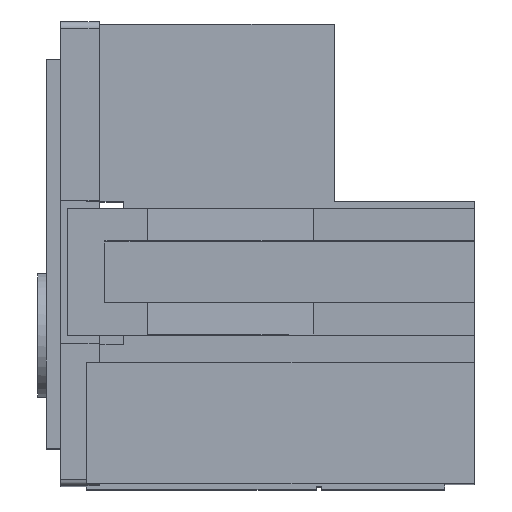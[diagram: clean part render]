
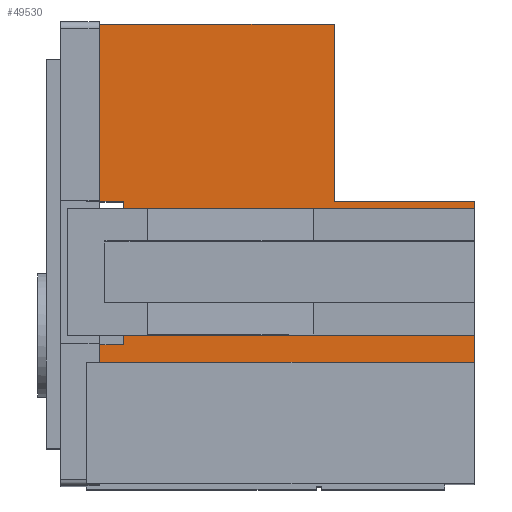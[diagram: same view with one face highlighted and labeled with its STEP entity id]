
A CAD part, top view. The second image highlights one B-rep face of the part: STEP entity #49530.
In plain terms, the highlighted planar face has unit normal (0, 0, 1).
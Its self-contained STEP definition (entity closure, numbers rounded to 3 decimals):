
#313 = EDGE_CURVE ( 'NONE', #1168, #26002, #50966, .T. ) ;
#1168 = VERTEX_POINT ( 'NONE', #65327 ) ;
#1659 = VECTOR ( 'NONE', #39859, 1000. ) ;
#1684 = CARTESIAN_POINT ( 'NONE',  ( 0., 6.6, 31.325 ) ) ;
#2281 = DIRECTION ( 'NONE',  ( 0., 1., 0. ) ) ;
#2494 = EDGE_CURVE ( 'NONE', #15706, #58753, #2955, .T. ) ;
#2955 = LINE ( 'NONE', #27284, #58581 ) ;
#3070 = LINE ( 'NONE', #39386, #33497 ) ;
#5775 = EDGE_CURVE ( 'NONE', #66429, #9389, #47805, .T. ) ;
#6636 = CARTESIAN_POINT ( 'NONE',  ( 18.4, 13.4, 31.325 ) ) ;
#7272 = ORIENTED_EDGE ( 'NONE', *, *, #13294, .F. ) ;
#7319 = EDGE_CURVE ( 'NONE', #16571, #15706, #47246, .T. ) ;
#7476 = EDGE_CURVE ( 'NONE', #9389, #66394, #32004, .T. ) ;
#7876 = LINE ( 'NONE', #31032, #60430 ) ;
#8605 = CARTESIAN_POINT ( 'NONE',  ( 18.4, 13.05, 31.325 ) ) ;
#8629 = VECTOR ( 'NONE', #56372, 1000. ) ;
#9389 = VERTEX_POINT ( 'NONE', #45488 ) ;
#9808 = ORIENTED_EDGE ( 'NONE', *, *, #17137, .F. ) ;
#10793 = CARTESIAN_POINT ( 'NONE',  ( 0., 13.4, 31.325 ) ) ;
#11907 = CARTESIAN_POINT ( 'NONE',  ( 15.07, 7.05, 31.325 ) ) ;
#12664 = DIRECTION ( 'NONE',  ( -1., 0., 0. ) ) ;
#12937 = EDGE_CURVE ( 'NONE', #66429, #45695, #39469, .T. ) ;
#12983 = VECTOR ( 'NONE', #37000, 1000. ) ;
#13283 = DIRECTION ( 'NONE',  ( 1., 0., 0. ) ) ;
#13294 = EDGE_CURVE ( 'NONE', #29831, #64860, #3070, .T. ) ;
#13524 = ORIENTED_EDGE ( 'NONE', *, *, #50060, .F. ) ;
#14982 = LINE ( 'NONE', #8605, #77081 ) ;
#15021 = CARTESIAN_POINT ( 'NONE',  ( 18.4, 13.4, 31.325 ) ) ;
#15706 = VERTEX_POINT ( 'NONE', #53247 ) ;
#16260 = ORIENTED_EDGE ( 'NONE', *, *, #25259, .F. ) ;
#16571 = VERTEX_POINT ( 'NONE', #11907 ) ;
#17137 = EDGE_CURVE ( 'NONE', #64640, #43948, #64805, .T. ) ;
#19434 = DIRECTION ( 'NONE',  ( 0., 0., -1. ) ) ;
#19617 = VECTOR ( 'NONE', #29048, 1000. ) ;
#19822 = CARTESIAN_POINT ( 'NONE',  ( 0., 21.8, 31.325 ) ) ;
#21803 = DIRECTION ( 'NONE',  ( 1., 0., 0. ) ) ;
#25259 = EDGE_CURVE ( 'NONE', #64860, #64640, #76172, .T. ) ;
#25599 = ORIENTED_EDGE ( 'NONE', *, *, #50441, .T. ) ;
#26002 = VERTEX_POINT ( 'NONE', #6636 ) ;
#26127 = EDGE_CURVE ( 'NONE', #58753, #26002, #14982, .T. ) ;
#27284 = CARTESIAN_POINT ( 'NONE',  ( 18.4, 13.05, 31.325 ) ) ;
#29048 = DIRECTION ( 'NONE',  ( -1., 0., 0. ) ) ;
#29426 = VERTEX_POINT ( 'NONE', #69466 ) ;
#29660 = LINE ( 'NONE', #71599, #30308 ) ;
#29831 = VERTEX_POINT ( 'NONE', #48842 ) ;
#30079 = CARTESIAN_POINT ( 'NONE',  ( 0., 21.8, 31.325 ) ) ;
#30308 = VECTOR ( 'NONE', #40858, 1000. ) ;
#31032 = CARTESIAN_POINT ( 'NONE',  ( 1.75, 6.6, 31.325 ) ) ;
#31413 = PLANE ( 'NONE',  #62122 ) ;
#32004 = LINE ( 'NONE', #38790, #8629 ) ;
#32215 = DIRECTION ( 'NONE',  ( -1., 0., 0. ) ) ;
#33497 = VECTOR ( 'NONE', #2281, 1000. ) ;
#33528 = CARTESIAN_POINT ( 'NONE',  ( 0., 5.75, 31.325 ) ) ;
#34147 = VECTOR ( 'NONE', #60805, 1000. ) ;
#34416 = ORIENTED_EDGE ( 'NONE', *, *, #7476, .T. ) ;
#34753 = VECTOR ( 'NONE', #21803, 1000. ) ;
#37000 = DIRECTION ( 'NONE',  ( 1., 0., 0. ) ) ;
#38790 = CARTESIAN_POINT ( 'NONE',  ( 18.4, 21.8, 31.325 ) ) ;
#39323 = EDGE_CURVE ( 'NONE', #43948, #29426, #67212, .T. ) ;
#39342 = ORIENTED_EDGE ( 'NONE', *, *, #26127, .T. ) ;
#39386 = CARTESIAN_POINT ( 'NONE',  ( 1.75, 13.4, 31.325 ) ) ;
#39469 = LINE ( 'NONE', #45867, #1659 ) ;
#39696 = ORIENTED_EDGE ( 'NONE', *, *, #7319, .T. ) ;
#39828 = CARTESIAN_POINT ( 'NONE',  ( 1.75, 13.4, 31.325 ) ) ;
#39859 = DIRECTION ( 'NONE',  ( 0., 1., 0. ) ) ;
#40304 = CARTESIAN_POINT ( 'NONE',  ( 18.4, 7.05, 31.325 ) ) ;
#40858 = DIRECTION ( 'NONE',  ( 1., 0., 0. ) ) ;
#41365 = VECTOR ( 'NONE', #58904, 1000. ) ;
#43014 = FACE_OUTER_BOUND ( 'NONE', #48247, .T. ) ;
#43054 = CARTESIAN_POINT ( 'NONE',  ( 18.4, 13.05, 31.325 ) ) ;
#43948 = VERTEX_POINT ( 'NONE', #72988 ) ;
#45488 = CARTESIAN_POINT ( 'NONE',  ( 18.4, 5.75, 31.325 ) ) ;
#45695 = VERTEX_POINT ( 'NONE', #1684 ) ;
#45867 = CARTESIAN_POINT ( 'NONE',  ( 0., 21.8, 31.325 ) ) ;
#46119 = DIRECTION ( 'NONE',  ( 0., 1., 0. ) ) ;
#46167 = ORIENTED_EDGE ( 'NONE', *, *, #39323, .F. ) ;
#46525 = LINE ( 'NONE', #72046, #41365 ) ;
#47246 = LINE ( 'NONE', #61194, #34147 ) ;
#47744 = ORIENTED_EDGE ( 'NONE', *, *, #5775, .T. ) ;
#47805 = LINE ( 'NONE', #72551, #12983 ) ;
#48247 = EDGE_LOOP ( 'NONE', ( #9808, #16260, #7272, #25599, #51726, #47744, #34416, #13524, #39696, #68854, #39342, #67732, #69654, #46167 ) ) ;
#48842 = CARTESIAN_POINT ( 'NONE',  ( 1.75, 6.6, 31.325 ) ) ;
#49530 = ADVANCED_FACE ( 'NONE', ( #43014 ), #31413, .F. ) ;
#50060 = EDGE_CURVE ( 'NONE', #16571, #66394, #29660, .T. ) ;
#50441 = EDGE_CURVE ( 'NONE', #29831, #45695, #7876, .T. ) ;
#50966 = LINE ( 'NONE', #15021, #34753 ) ;
#51413 = VECTOR ( 'NONE', #13283, 1000. ) ;
#51497 = VECTOR ( 'NONE', #65588, 1000. ) ;
#51726 = ORIENTED_EDGE ( 'NONE', *, *, #12937, .F. ) ;
#53247 = CARTESIAN_POINT ( 'NONE',  ( 15.07, 13.05, 31.325 ) ) ;
#56372 = DIRECTION ( 'NONE',  ( 0., 1., 0. ) ) ;
#58581 = VECTOR ( 'NONE', #63242, 1000. ) ;
#58753 = VERTEX_POINT ( 'NONE', #43054 ) ;
#58904 = DIRECTION ( 'NONE',  ( 0., -1., 0. ) ) ;
#60430 = VECTOR ( 'NONE', #32215, 1000. ) ;
#60805 = DIRECTION ( 'NONE',  ( 0., 1., 0. ) ) ;
#61194 = CARTESIAN_POINT ( 'NONE',  ( 15.07, 7.05, 31.325 ) ) ;
#62122 = AXIS2_PLACEMENT_3D ( 'NONE', #19822, #19434, #12664 ) ;
#63029 = EDGE_CURVE ( 'NONE', #29426, #1168, #46525, .T. ) ;
#63242 = DIRECTION ( 'NONE',  ( 1., 0., 0. ) ) ;
#64640 = VERTEX_POINT ( 'NONE', #10793 ) ;
#64805 = LINE ( 'NONE', #78339, #51497 ) ;
#64860 = VERTEX_POINT ( 'NONE', #65797 ) ;
#65327 = CARTESIAN_POINT ( 'NONE',  ( 11.75, 13.4, 31.325 ) ) ;
#65588 = DIRECTION ( 'NONE',  ( 0., 1., 0. ) ) ;
#65797 = CARTESIAN_POINT ( 'NONE',  ( 1.75, 13.4, 31.325 ) ) ;
#66394 = VERTEX_POINT ( 'NONE', #40304 ) ;
#66429 = VERTEX_POINT ( 'NONE', #33528 ) ;
#67212 = LINE ( 'NONE', #30079, #51413 ) ;
#67732 = ORIENTED_EDGE ( 'NONE', *, *, #313, .F. ) ;
#68854 = ORIENTED_EDGE ( 'NONE', *, *, #2494, .T. ) ;
#69466 = CARTESIAN_POINT ( 'NONE',  ( 11.75, 21.8, 31.325 ) ) ;
#69654 = ORIENTED_EDGE ( 'NONE', *, *, #63029, .F. ) ;
#71599 = CARTESIAN_POINT ( 'NONE',  ( 15.07, 7.05, 31.325 ) ) ;
#72046 = CARTESIAN_POINT ( 'NONE',  ( 11.75, 13.4, 31.325 ) ) ;
#72551 = CARTESIAN_POINT ( 'NONE',  ( 0., 5.75, 31.325 ) ) ;
#72988 = CARTESIAN_POINT ( 'NONE',  ( 0., 21.8, 31.325 ) ) ;
#76172 = LINE ( 'NONE', #39828, #19617 ) ;
#77081 = VECTOR ( 'NONE', #46119, 1000. ) ;
#78339 = CARTESIAN_POINT ( 'NONE',  ( 0., 21.8, 31.325 ) ) ;
